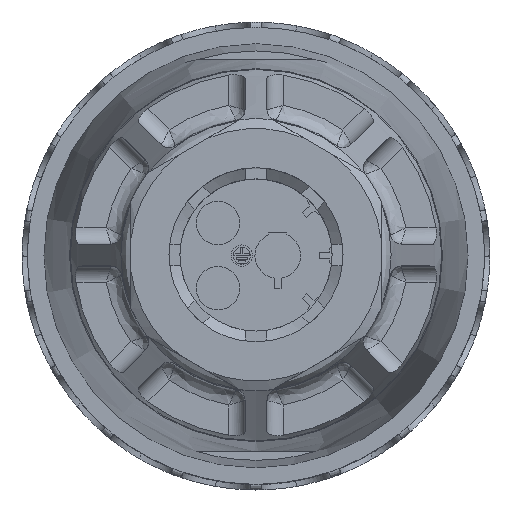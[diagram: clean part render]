
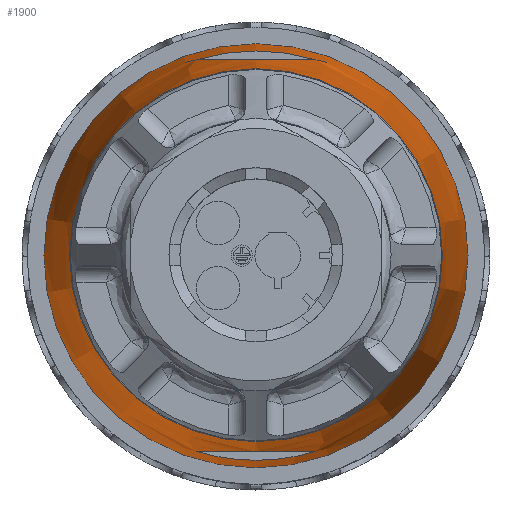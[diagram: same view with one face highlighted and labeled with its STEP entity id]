
A CAD part, top view. The second image highlights one B-rep face of the part: STEP entity #1900.
In plain terms, the highlighted conical face has half-angle 4.327 degrees and reference radius 17.146 mm.
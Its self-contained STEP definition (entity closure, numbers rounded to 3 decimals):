
#221=(
BOUNDED_CURVE()
B_SPLINE_CURVE(2,(#22886,#22887,#22888),.UNSPECIFIED.,.F.,.F.)
B_SPLINE_CURVE_WITH_KNOTS((3,3),(0.,1.),.UNSPECIFIED.)
CURVE()
GEOMETRIC_REPRESENTATION_ITEM()
RATIONAL_B_SPLINE_CURVE((1.018,1.042,1.042))
REPRESENTATION_ITEM('')
);
#222=(
BOUNDED_CURVE()
B_SPLINE_CURVE(2,(#22893,#22894,#22895),.UNSPECIFIED.,.F.,.F.)
B_SPLINE_CURVE_WITH_KNOTS((3,3),(0.,1.),.UNSPECIFIED.)
CURVE()
GEOMETRIC_REPRESENTATION_ITEM()
RATIONAL_B_SPLINE_CURVE((1.042,1.042,1.018))
REPRESENTATION_ITEM('')
);
#223=(
BOUNDED_CURVE()
B_SPLINE_CURVE(2,(#22901,#22902,#22903),.UNSPECIFIED.,.F.,.F.)
B_SPLINE_CURVE_WITH_KNOTS((3,3),(0.,1.),.UNSPECIFIED.)
CURVE()
GEOMETRIC_REPRESENTATION_ITEM()
RATIONAL_B_SPLINE_CURVE((1.018,1.065,1.018))
REPRESENTATION_ITEM('')
);
#553=CONICAL_SURFACE('',#15199,17.146,4.327);
#645=FACE_BOUND('',#4037,.T.);
#646=FACE_BOUND('',#4038,.T.);
#647=FACE_BOUND('',#4039,.T.);
#648=FACE_BOUND('',#4040,.T.);
#1163=CIRCLE('',#15064,18.819);
#1213=CIRCLE('',#15179,19.5);
#1221=CIRCLE('',#15194,17.146);
#1222=CIRCLE('',#15196,18.819);
#1223=CIRCLE('',#15197,18.819);
#1900=ADVANCED_FACE('',(#645,#646,#647,#648),#553,.T.);
#4037=EDGE_LOOP('',(#5488,#5489));
#4038=EDGE_LOOP('',(#5490));
#4039=EDGE_LOOP('',(#5491));
#4040=EDGE_LOOP('',(#5492,#5493,#5494,#5495));
#5488=ORIENTED_EDGE('',*,*,#10777,.T.);
#5489=ORIENTED_EDGE('',*,*,#10985,.T.);
#5490=ORIENTED_EDGE('',*,*,#10971,.T.);
#5491=ORIENTED_EDGE('',*,*,#10979,.F.);
#5492=ORIENTED_EDGE('',*,*,#10984,.T.);
#5493=ORIENTED_EDGE('',*,*,#10980,.T.);
#5494=ORIENTED_EDGE('',*,*,#10982,.T.);
#5495=ORIENTED_EDGE('',*,*,#10983,.T.);
#9320=VERTEX_POINT('',#20917);
#9321=VERTEX_POINT('',#20918);
#9435=VERTEX_POINT('',#22820);
#9443=VERTEX_POINT('',#22864);
#9444=VERTEX_POINT('',#22889);
#9445=VERTEX_POINT('',#22890);
#9446=VERTEX_POINT('',#22892);
#9447=VERTEX_POINT('',#22898);
#10777=EDGE_CURVE('',#9320,#9321,#1163,.T.);
#10971=EDGE_CURVE('',#9435,#9435,#1213,.T.);
#10979=EDGE_CURVE('',#9443,#9443,#1221,.T.);
#10980=EDGE_CURVE('',#9444,#9445,#221,.T.);
#10982=EDGE_CURVE('',#9445,#9446,#222,.T.);
#10983=EDGE_CURVE('',#9446,#9447,#1222,.T.);
#10984=EDGE_CURVE('',#9447,#9444,#1223,.T.);
#10985=EDGE_CURVE('',#9321,#9320,#223,.T.);
#15064=AXIS2_PLACEMENT_3D('',#20919,#16775,#16776);
#15179=AXIS2_PLACEMENT_3D('',#22819,#17069,#17070);
#15194=AXIS2_PLACEMENT_3D('',#22863,#17099,#17100);
#15196=AXIS2_PLACEMENT_3D('',#22897,#17104,#17105);
#15197=AXIS2_PLACEMENT_3D('',#22899,#17106,#17107);
#15199=AXIS2_PLACEMENT_3D('',#22904,#17110,#17111);
#16775=DIRECTION('',(0.,0.,-1.));
#16776=DIRECTION('',(-0.292,0.956,0.));
#17069=DIRECTION('',(0.,0.,1.));
#17070=DIRECTION('',(0.,-1.,0.));
#17099=DIRECTION('',(0.,0.,1.));
#17100=DIRECTION('',(0.,-1.,0.));
#17104=DIRECTION('',(0.,0.,-1.));
#17105=DIRECTION('',(0.292,-0.956,0.));
#17106=DIRECTION('',(0.,0.,-1.));
#17107=DIRECTION('',(0.,-1.,0.));
#17110=DIRECTION('',(0.,0.,-1.));
#17111=DIRECTION('',(0.,-1.,0.));
#20917=CARTESIAN_POINT('',(-5.491,18.,45.5));
#20918=CARTESIAN_POINT('',(5.491,18.,45.5));
#20919=CARTESIAN_POINT('',(0.,0.,
45.5));
#22819=CARTESIAN_POINT('',(0.,0.,
36.5));
#22820=CARTESIAN_POINT('',(0.,-19.5,36.5));
#22863=CARTESIAN_POINT('',(0.,0.,
67.613));
#22864=CARTESIAN_POINT('',(0.,-17.146,67.613));
#22886=CARTESIAN_POINT('',(-5.491,-18.,45.5));
#22887=CARTESIAN_POINT('',(-2.685,-18.,56.323));
#22888=CARTESIAN_POINT('',(0.,-18.,56.323));
#22889=CARTESIAN_POINT('',(-5.491,-18.,45.5));
#22890=CARTESIAN_POINT('',(0.,-18.,56.323));
#22892=CARTESIAN_POINT('',(5.491,-18.,45.5));
#22893=CARTESIAN_POINT('',(0.,-18.,56.323));
#22894=CARTESIAN_POINT('',(2.685,-18.,56.323));
#22895=CARTESIAN_POINT('',(5.491,-18.,45.5));
#22897=CARTESIAN_POINT('',(0.,0.,
45.5));
#22898=CARTESIAN_POINT('',(0.,-18.819,45.5));
#22899=CARTESIAN_POINT('',(0.,0.,
45.5));
#22901=CARTESIAN_POINT('',(5.491,18.,45.5));
#22902=CARTESIAN_POINT('',(0.,18.,66.676));
#22903=CARTESIAN_POINT('',(-5.491,18.,45.5));
#22904=CARTESIAN_POINT('',(0.,0.,
67.613));
